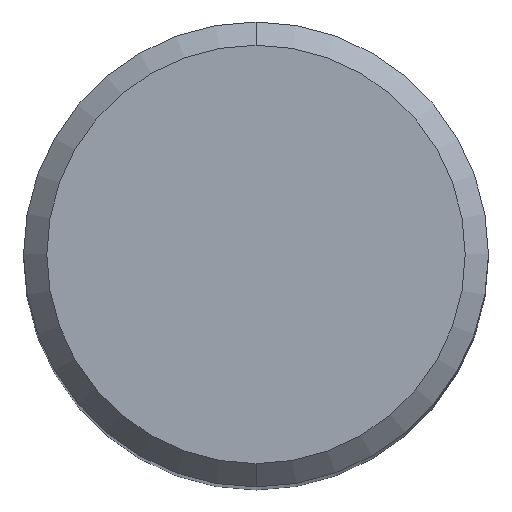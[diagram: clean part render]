
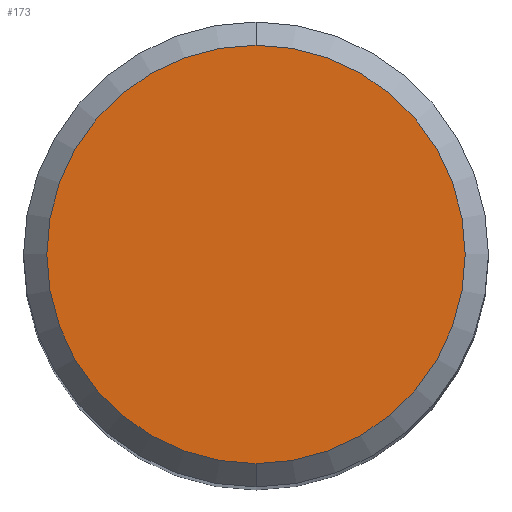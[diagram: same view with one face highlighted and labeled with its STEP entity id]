
A CAD part, top view. The second image highlights one B-rep face of the part: STEP entity #173.
In plain terms, the highlighted planar face has unit normal (0, 0, 1).
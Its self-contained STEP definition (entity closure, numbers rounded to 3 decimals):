
#123=EDGE_CURVE('',#151,#187,#278,.T.);
#133=EDGE_CURVE('',#187,#151,#288,.T.);
#151=VERTEX_POINT('',#310);
#173=ADVANCED_FACE('',(#335),#336,.T.);
#187=VERTEX_POINT('',#350);
#278=CIRCLE('',#442,5.4);
#288=CIRCLE('',#456,5.4);
#310=CARTESIAN_POINT('',(0.0,5.4,0.));
#335=FACE_OUTER_BOUND('',#517,.T.);
#336=PLANE('',#518);
#350=CARTESIAN_POINT('',(0.,-5.4,0.));
#442=AXIS2_PLACEMENT_3D('',#634,#635,#636);
#456=AXIS2_PLACEMENT_3D('',#641,#642,#643);
#517=EDGE_LOOP('',(#718,#719));
#518=AXIS2_PLACEMENT_3D('',#720,#721,#722);
#634=CARTESIAN_POINT('',(0.0,0.0,0.));
#635=DIRECTION('',(0.0,0.0,-1.0));
#636=DIRECTION('',(0.0,1.0,0.0));
#641=CARTESIAN_POINT('',(0.0,0.0,0.));
#642=DIRECTION('',(0.0,0.0,-1.0));
#643=DIRECTION('',(0.0,1.0,0.0));
#718=ORIENTED_EDGE('',*,*,#123,.F.);
#719=ORIENTED_EDGE('',*,*,#133,.F.);
#720=CARTESIAN_POINT('',(0.0,2.7,0.));
#721=DIRECTION('',(-0.0,0.0,1.0));
#722=DIRECTION('',(0.0,-1.0,0.0));
